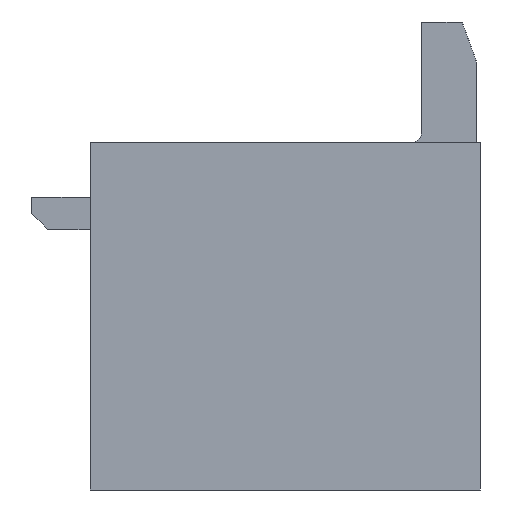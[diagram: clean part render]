
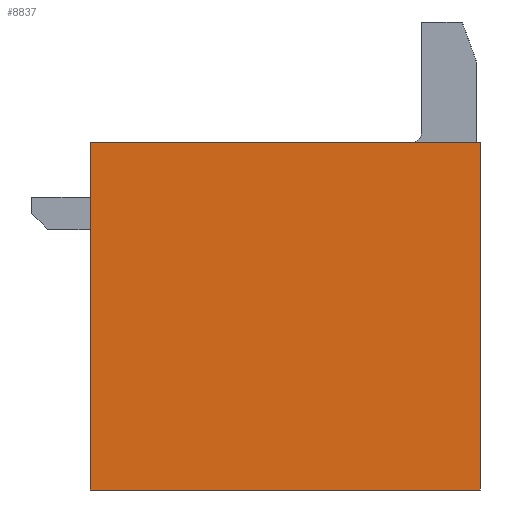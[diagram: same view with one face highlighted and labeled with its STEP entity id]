
A CAD part, left-side view. The second image highlights one B-rep face of the part: STEP entity #8837.
In plain terms, the highlighted planar face has unit normal (-1, 0, 0).
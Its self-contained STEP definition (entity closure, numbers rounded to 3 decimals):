
#811=DIRECTION('',(0.,-1.,0.));
#812=VECTOR('',#811,5.);
#813=CARTESIAN_POINT('',(-3.65,5.,0.));
#814=LINE('',#813,#812);
#1815=DIRECTION('',(0.,0.,1.));
#1816=VECTOR('',#1815,4.45);
#1817=CARTESIAN_POINT('',(-3.65,0.,0.));
#1818=LINE('',#1817,#1816);
#1835=DIRECTION('',(0.,0.,1.));
#1836=VECTOR('',#1835,4.45);
#1837=CARTESIAN_POINT('',(-3.65,5.,0.));
#1838=LINE('',#1837,#1836);
#1839=DIRECTION('',(0.,-1.,0.));
#1840=VECTOR('',#1839,5.);
#1841=CARTESIAN_POINT('',(-3.65,5.,4.45));
#1842=LINE('',#1841,#1840);
#5147=CARTESIAN_POINT('',(-3.65,5.,0.));
#5148=VERTEX_POINT('',#5147);
#5149=CARTESIAN_POINT('',(-3.65,0.,0.));
#5150=VERTEX_POINT('',#5149);
#5685=CARTESIAN_POINT('',(-3.65,0.,4.45));
#5686=VERTEX_POINT('',#5685);
#5695=CARTESIAN_POINT('',(-3.65,5.,4.45));
#5696=VERTEX_POINT('',#5695);
#8824=CARTESIAN_POINT('',(-3.65,5.,0.));
#8825=DIRECTION('',(-1.,0.,0.));
#8826=DIRECTION('',(0.,0.,1.));
#8827=AXIS2_PLACEMENT_3D('',#8824,#8825,#8826);
#8828=PLANE('',#8827);
#8830=ORIENTED_EDGE('',*,*,#8829,.T.);
#8832=ORIENTED_EDGE('',*,*,#8831,.T.);
#8833=ORIENTED_EDGE('',*,*,#8808,.F.);
#8834=ORIENTED_EDGE('',*,*,#7591,.F.);
#8835=EDGE_LOOP('',(#8830,#8832,#8833,#8834));
#8836=FACE_OUTER_BOUND('',#8835,.F.);
#8837=ADVANCED_FACE('',(#8836),#8828,.T.);
#7591=EDGE_CURVE('',#5148,#5150,#814,.T.);
#8808=EDGE_CURVE('',#5150,#5686,#1818,.T.);
#8829=EDGE_CURVE('',#5148,#5696,#1838,.T.);
#8831=EDGE_CURVE('',#5696,#5686,#1842,.T.);
